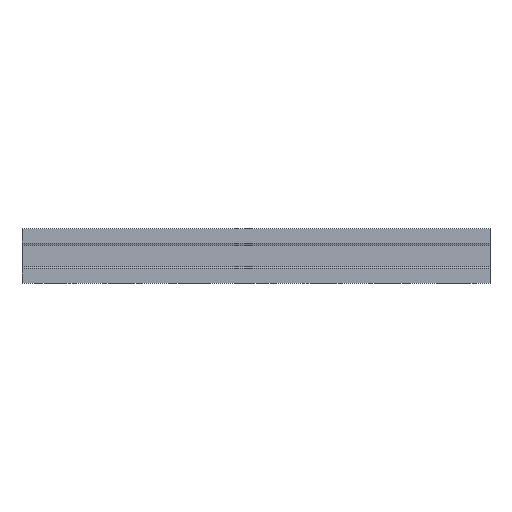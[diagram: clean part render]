
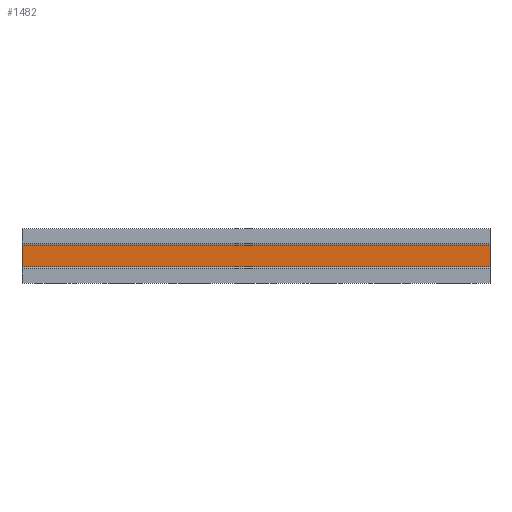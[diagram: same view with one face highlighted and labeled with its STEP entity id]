
A CAD part, top view. The second image highlights one B-rep face of the part: STEP entity #1482.
In plain terms, the highlighted planar face has unit normal (0, 0, 1).
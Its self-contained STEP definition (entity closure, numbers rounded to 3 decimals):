
#181=FACE_OUTER_BOUND('',#265,.T.);
#265=EDGE_LOOP('',(#1208,#1209,#1210,#1211));
#407=LINE('',#2435,#551);
#408=LINE('',#2438,#552);
#409=LINE('',#2440,#553);
#410=LINE('',#2441,#554);
#551=VECTOR('',#2017,10.);
#552=VECTOR('',#2020,10.);
#553=VECTOR('',#2021,10.);
#554=VECTOR('',#2022,10.);
#690=VERTEX_POINT('',#2431);
#691=VERTEX_POINT('',#2433);
#692=VERTEX_POINT('',#2437);
#693=VERTEX_POINT('',#2439);
#887=EDGE_CURVE('',#690,#691,#407,.T.);
#888=EDGE_CURVE('',#692,#690,#408,.T.);
#889=EDGE_CURVE('',#693,#691,#409,.T.);
#890=EDGE_CURVE('',#692,#693,#410,.T.);
#1208=ORIENTED_EDGE('',*,*,#888,.T.);
#1209=ORIENTED_EDGE('',*,*,#887,.T.);
#1210=ORIENTED_EDGE('',*,*,#889,.F.);
#1211=ORIENTED_EDGE('',*,*,#890,.F.);
#1343=PLANE('',#1631);
#1482=ADVANCED_FACE('',(#181),#1343,.T.);
#1631=AXIS2_PLACEMENT_3D('',#2436,#2018,#2019);
#2017=DIRECTION('',(1.,0.,0.));
#2018=DIRECTION('center_axis',(0.,0.,1.));
#2019=DIRECTION('ref_axis',(0.,-1.,0.));
#2020=DIRECTION('',(0.,-1.,0.));
#2021=DIRECTION('',(0.,-1.,0.));
#2022=DIRECTION('',(1.,0.,0.));
#2431=CARTESIAN_POINT('',(0.,-8.002,20.15));
#2433=CARTESIAN_POINT('',(350.,-8.002,20.15));
#2435=CARTESIAN_POINT('',(0.,-8.002,20.15));
#2436=CARTESIAN_POINT('Origin',(0.,8.002,20.15));
#2437=CARTESIAN_POINT('',(0.,8.002,20.15));
#2438=CARTESIAN_POINT('',(0.,8.002,20.15));
#2439=CARTESIAN_POINT('',(350.,8.002,20.15));
#2440=CARTESIAN_POINT('',(350.,8.002,20.15));
#2441=CARTESIAN_POINT('',(0.,8.002,20.15));
